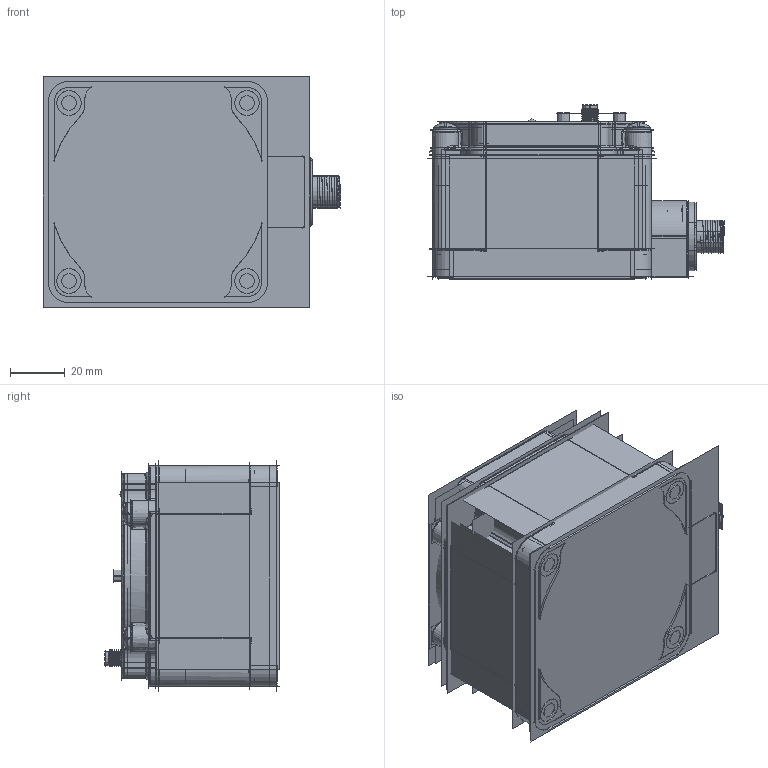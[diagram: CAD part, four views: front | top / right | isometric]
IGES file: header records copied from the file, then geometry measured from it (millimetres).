
Start section:  PTC IGES file: 188759.igs
Global section: file name: 188759.igs; native system: Creo Parametric by Parametric Technology Corporation; preprocessor: 2013230; author: pdmadmin; organization: Unknown; date: 20160128.141956; units: millimetre
Bounding box: 108.7 x 63.73 x 84.09 mm (x, y, z)
Volume: 82028.1 mm3; surface area: 533354.4 mm2
Topology: 14 solids, 18 shells, 2240 faces, 11310 edges, 14382 vertices
Faces by surface type: revolution 1406, bspline 834
